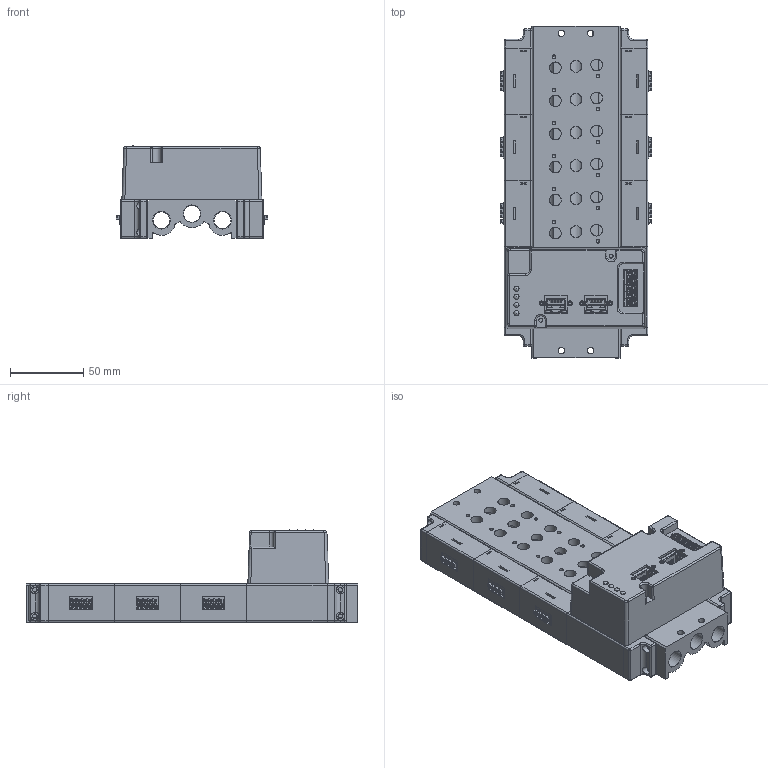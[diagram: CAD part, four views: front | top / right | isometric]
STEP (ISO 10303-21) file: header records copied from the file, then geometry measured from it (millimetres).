
FILE_DESCRIPTION(/* description */ (''),/* implementation_level */ '2;1');
FILE_NAME(/* name */ '',/* time_stamp */ '2025-01-21T11:26:56+08:00',/* author */ (''),/* organization */ (''),/* preprocessor_version */ 'ST-DEVELOPER v14',/* originating_system */ 'SIEMENS PLM Software NX 8.0',/* authorisation */ '');
FILE_SCHEMA (('AUTOMOTIVE_DESIGN { 1 0 10303 214 3 1 1 1 }'));
Products named in the file (1): Admi2AE82104f2wt
Bounding box: 103 x 226 x 63.28 mm (x, y, z)
Volume: 578323.1 mm3; surface area: 162085.6 mm2
Topology: 2 solids, 15 shells, 8415 faces, 24288 edges, 15558 vertices
Faces by surface type: plane 6402, cylinder 1526, sphere 164, cone 127, bspline 126, torus 63, extrusion 7
Full cylindrical faces by diameter (mm): 0.45 x48, 1.8 x4, 2.5 x14, 2.7 x2, 3 x8, 3.2 x8, 3.221 x4, 3.3 x6, 3.5 x4, 4.5 x4, 5.5 x4, 8 x18, 11.5 x5, 11.8 x6
Entity records: 281557 total; most frequent: CARTESIAN_POINT 61898, ORIENTED_EDGE 47394, DIRECTION 43329, EDGE_CURVE 23697, VECTOR 19061, LINE 19054, VERTEX_POINT 15326, AXIS2_PLACEMENT_3D 12134
